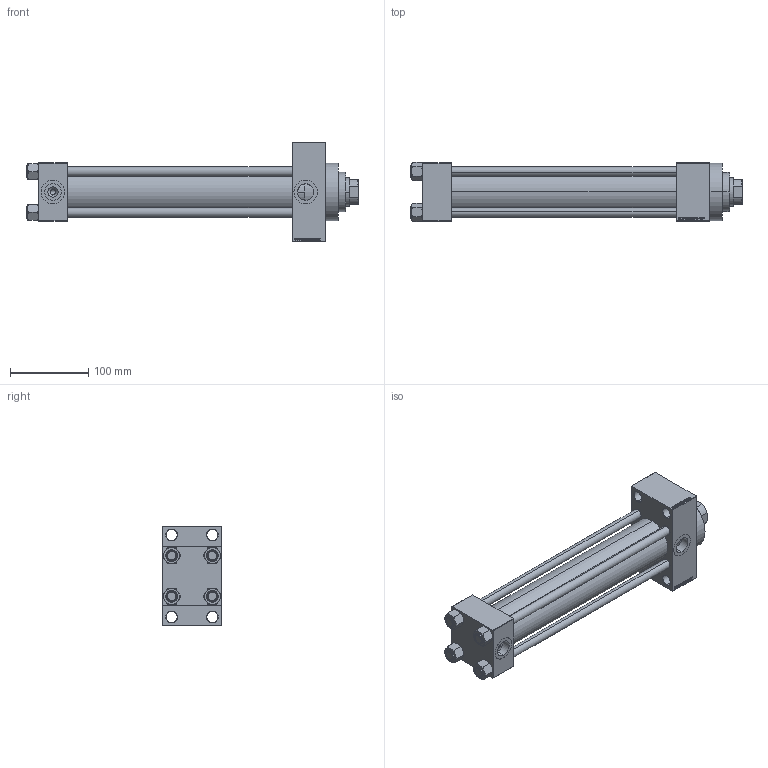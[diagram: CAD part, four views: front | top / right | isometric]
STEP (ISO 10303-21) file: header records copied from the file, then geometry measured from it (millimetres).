
FILE_DESCRIPTION (( 'STEP AP203' ), '1' );
FILE_NAME ('582d.STEP', '2025-05-07T14:50:32', ( '' ), ( '' ), 'SwSTEP 2.0', 'SolidWorks 2019', '' );
FILE_SCHEMA (( 'CONFIG_CONTROL_DESIGN' ));
Length unit declared in the file: millimetre
Products named in the file (6): V215CR_VCP_D cbd37b65a8cd3cc3992127c51de2b215; V215CR_D_Body cbd37b65a8cd3cc3992127c51de2b215; 582d; V215CR_D_TYCINKA cbd37b65a8cd3cc3992127c51de2b215; V215_VC_A cbd37b65a8cd3cc3992127c51de2b215; NUT_M5_D cbd37b65a8cd3cc3992127c51de2b215
Assembly tree (11 placements, depth 2):
  582d
    V215CR_D_Body cbd37b65a8cd3cc3992127c51de2b215
    V215CR_VCP_D cbd37b65a8cd3cc3992127c51de2b215
    NUT_M5_D cbd37b65a8cd3cc3992127c51de2b215  x4
    V215CR_D_TYCINKA cbd37b65a8cd3cc3992127c51de2b215  x4
    V215_VC_A cbd37b65a8cd3cc3992127c51de2b215
Bounding box: 425 x 75.54 x 128 mm (x, y, z)
Volume: 1279414 mm3; surface area: 311075.3 mm2
Topology: 11 solids, 11 shells, 1104 faces, 2752 edges, 1781 vertices
Faces by surface type: plane 497, bspline 368, cone 142, cylinder 89, torus 8
Entity records: 47234 total; most frequent: CARTESIAN_POINT 25074, ORIENTED_EDGE 4996, DIRECTION 3198, EDGE_CURVE 2498, VERTEX_POINT 1637, VECTOR 1504, LINE 1504, EDGE_LOOP 1115
